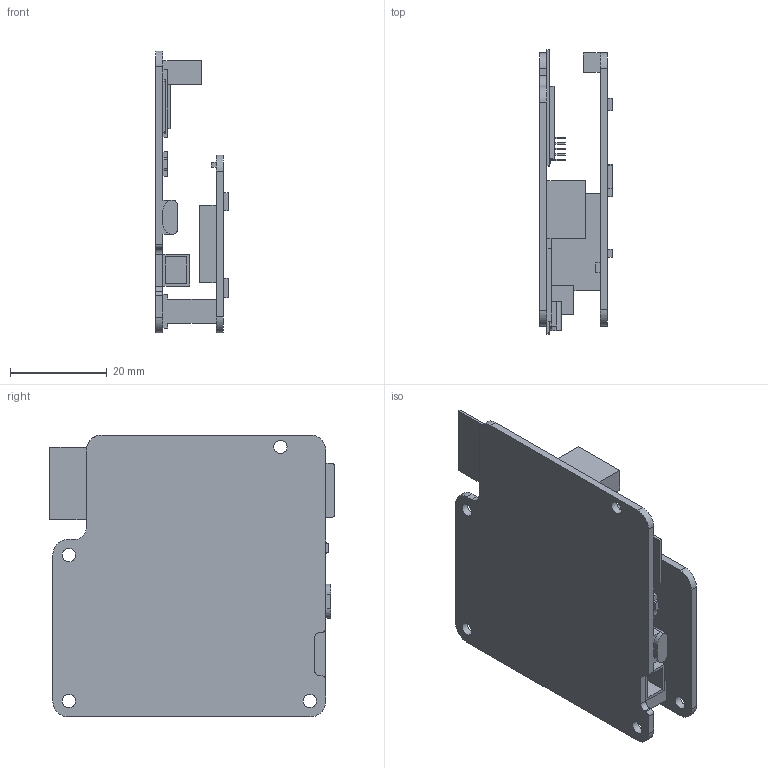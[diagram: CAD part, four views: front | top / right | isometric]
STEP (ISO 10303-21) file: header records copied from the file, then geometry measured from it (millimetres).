
FILE_DESCRIPTION(/* description */ (''),/* implementation_level */ '2;1');
FILE_NAME(/* name */ 'sck-2.x v13.step',/* time_stamp */ '2022-05-18T12:06:05+02:00',/* author */ (''),/* organization */ (''),/* preprocessor_version */ 'ST-DEVELOPER v18.1',/* originating_system */ 'Autodesk Translation Framework v10.14.0.1471',/* authorisation */ '');
FILE_SCHEMA (('AUTOMOTIVE_DESIGN { 1 0 10303 214 3 1 1 }'));
Length unit declared in the file: millimetre
Products named in the file (1): sck-2.x
Bounding box: 15 x 58.71 x 58.19 mm (x, y, z)
Volume: 9984.5 mm3; surface area: 12873.4 mm2
Topology: 1 solids, 1 shells, 1128 faces, 3303 edges, 2198 vertices
Faces by surface type: plane 1069, cylinder 59
Full cylindrical faces by diameter (mm): 0.013 x3, 1.751 x1, 2.76 x6, 2.761 x1
Entity records: 36867 total; most frequent: CARTESIAN_POINT 6630, ORIENTED_EDGE 6606, DIRECTION 5684, EDGE_CURVE 3303, LINE 3180, VECTOR 3180, VERTEX_POINT 2198, AXIS2_PLACEMENT_3D 1252
